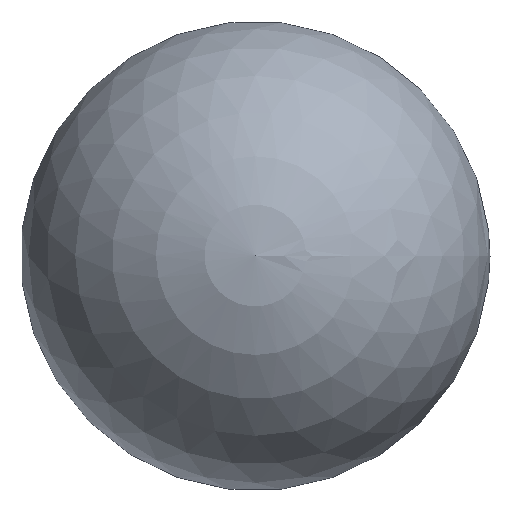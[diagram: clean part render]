
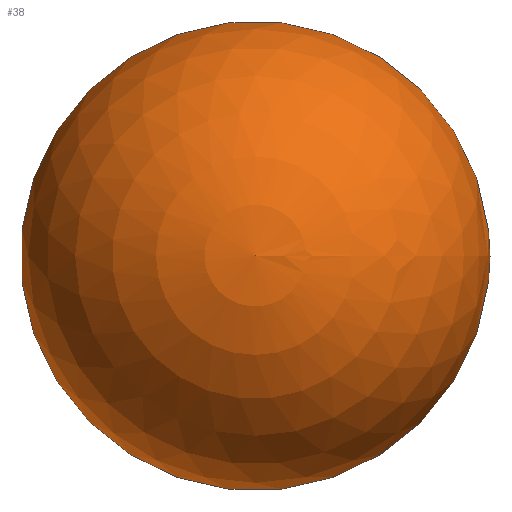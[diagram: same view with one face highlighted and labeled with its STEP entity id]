
A CAD part, top view. The second image highlights one B-rep face of the part: STEP entity #38.
In plain terms, the highlighted spherical face has radius 8.033 mm.
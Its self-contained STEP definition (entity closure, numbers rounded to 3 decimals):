
#38 = ADVANCED_FACE( '', ( #75 ), #76, .T. );
#75 = FACE_OUTER_BOUND( '', #105, .T. );
#76 = SPHERICAL_SURFACE( '', #106, 8.033 );
#105 = EDGE_LOOP( '', ( #137 ) );
#106 = AXIS2_PLACEMENT_3D( '', #138, #139, #140 );
#137 = ORIENTED_EDGE( '', *, *, #157, .T. );
#138 = CARTESIAN_POINT( '', ( 0., 0., 6.967 ) );
#139 = DIRECTION( '', ( 0., 0., 1. ) );
#140 = DIRECTION( '', ( 1., 0., 0. ) );
#157 = EDGE_CURVE( '', #172, #172, #173, .T. );
#172 = VERTEX_POINT( '', #188 );
#173 = CIRCLE( '', #189, 4. );
#188 = CARTESIAN_POINT( '', ( 4., 0., 0. ) );
#189 = AXIS2_PLACEMENT_3D( '', #203, #204, #205 );
#203 = CARTESIAN_POINT( '', ( 0., 0., 0. ) );
#204 = DIRECTION( '', ( 0., 0., 1. ) );
#205 = DIRECTION( '', ( 1., 0., 0. ) );
